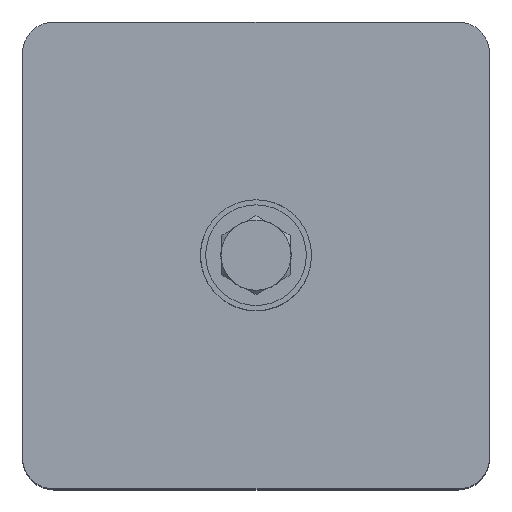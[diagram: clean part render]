
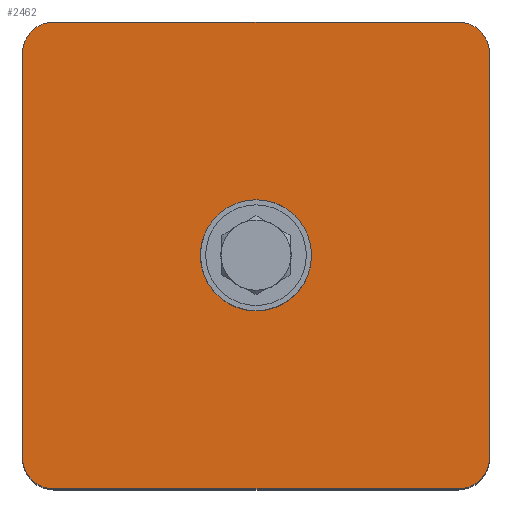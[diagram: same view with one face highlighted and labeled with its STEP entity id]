
A CAD part, top view. The second image highlights one B-rep face of the part: STEP entity #2462.
In plain terms, the highlighted face is planar.
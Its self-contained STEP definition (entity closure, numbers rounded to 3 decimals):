
#2462=ADVANCED_FACE('',(#2898,#2899),#2900,.T.);
#2898=FACE_BOUND('',#3343,.T.);
#2899=FACE_OUTER_BOUND('',#3344,.T.);
#2900=PLANE('',#3345);
#3343=EDGE_LOOP('',(#4784));
#3344=EDGE_LOOP('',(#4785,#4786,#4787,#4788,#4789,#4790,#4791,#4792));
#3345=AXIS2_PLACEMENT_3D('',#4793,#4794,#4795);
#4784=ORIENTED_EDGE('',*,*,#5259,.F.);
#4785=ORIENTED_EDGE('',*,*,#5307,.F.);
#4786=ORIENTED_EDGE('',*,*,#5261,.T.);
#4787=ORIENTED_EDGE('',*,*,#5308,.F.);
#4788=ORIENTED_EDGE('',*,*,#5264,.T.);
#4789=ORIENTED_EDGE('',*,*,#5309,.F.);
#4790=ORIENTED_EDGE('',*,*,#5270,.T.);
#4791=ORIENTED_EDGE('',*,*,#5310,.F.);
#4792=ORIENTED_EDGE('',*,*,#5267,.T.);
#4793=CARTESIAN_POINT('',(0.0,0.0,0.0));
#4794=DIRECTION('',(0.0,0.0,-1.0));
#4795=DIRECTION('',(-1.0,0.0,0.0));
#5259=EDGE_CURVE('',#6014,#6014,#6015,.T.);
#5261=EDGE_CURVE('',#6018,#6019,#6020,.T.);
#5264=EDGE_CURVE('',#6023,#6024,#6025,.T.);
#5267=EDGE_CURVE('',#6028,#6029,#6030,.T.);
#5270=EDGE_CURVE('',#6033,#6034,#6035,.T.);
#5307=EDGE_CURVE('',#6018,#6029,#6090,.T.);
#5308=EDGE_CURVE('',#6023,#6019,#6091,.T.);
#5309=EDGE_CURVE('',#6033,#6024,#6092,.T.);
#5310=EDGE_CURVE('',#6028,#6034,#6093,.T.);
#6014=VERTEX_POINT('',#7541);
#6015=CIRCLE('',#7542,4.25);
#6018=VERTEX_POINT('',#7545);
#6019=VERTEX_POINT('',#7546);
#6020=CIRCLE('',#7547,3.0);
#6023=VERTEX_POINT('',#7552);
#6024=VERTEX_POINT('',#7553);
#6025=CIRCLE('',#7554,3.0);
#6028=VERTEX_POINT('',#7559);
#6029=VERTEX_POINT('',#7560);
#6030=CIRCLE('',#7561,3.0);
#6033=VERTEX_POINT('',#7566);
#6034=VERTEX_POINT('',#7567);
#6035=CIRCLE('',#7568,3.0);
#6090=LINE('',#7649,#7650);
#6091=LINE('',#7651,#7652);
#6092=LINE('',#7653,#7654);
#6093=LINE('',#7655,#7656);
#7541=CARTESIAN_POINT('',(4.25,0.0,0.0));
#7542=AXIS2_PLACEMENT_3D('',#8279,#8280,#8281);
#7545=CARTESIAN_POINT('',(19.5,22.5,0.0));
#7546=CARTESIAN_POINT('',(22.5,19.5,0.0));
#7547=AXIS2_PLACEMENT_3D('',#8285,#8286,#8287);
#7552=CARTESIAN_POINT('',(22.5,-19.5,0.0));
#7553=CARTESIAN_POINT('',(19.5,-22.5,0.0));
#7554=AXIS2_PLACEMENT_3D('',#8290,#8291,#8292);
#7559=CARTESIAN_POINT('',(-22.5,19.5,0.0));
#7560=CARTESIAN_POINT('',(-19.5,22.5,0.0));
#7561=AXIS2_PLACEMENT_3D('',#8295,#8296,#8297);
#7566=CARTESIAN_POINT('',(-19.5,-22.5,0.0));
#7567=CARTESIAN_POINT('',(-22.5,-19.5,0.0));
#7568=AXIS2_PLACEMENT_3D('',#8300,#8301,#8302);
#7649=CARTESIAN_POINT('',(0.0,22.5,0.0));
#7650=VECTOR('',#8359,1.0);
#7651=CARTESIAN_POINT('',(22.5,0.0,0.0));
#7652=VECTOR('',#8360,1.0);
#7653=CARTESIAN_POINT('',(0.0,-22.5,0.0));
#7654=VECTOR('',#8361,1.0);
#7655=CARTESIAN_POINT('',(-22.5,0.0,0.0));
#7656=VECTOR('',#8362,1.0);
#8279=CARTESIAN_POINT('',(0.0,0.0,0.0));
#8280=DIRECTION('',(0.0,0.0,-1.0));
#8281=DIRECTION('',(1.0,0.0,0.0));
#8285=CARTESIAN_POINT('',(19.5,19.5,0.0));
#8286=DIRECTION('',(0.0,0.0,-1.0));
#8287=DIRECTION('',(-1.0,0.0,0.0));
#8290=CARTESIAN_POINT('',(19.5,-19.5,0.0));
#8291=DIRECTION('',(0.0,0.0,-1.0));
#8292=DIRECTION('',(-1.0,0.0,0.0));
#8295=CARTESIAN_POINT('',(-19.5,19.5,0.0));
#8296=DIRECTION('',(0.0,0.0,-1.0));
#8297=DIRECTION('',(-1.0,0.0,0.0));
#8300=CARTESIAN_POINT('',(-19.5,-19.5,0.0));
#8301=DIRECTION('',(0.0,0.0,-1.0));
#8302=DIRECTION('',(-1.0,0.0,0.0));
#8359=DIRECTION('',(-1.0,0.0,0.0));
#8360=DIRECTION('',(0.0,1.0,0.0));
#8361=DIRECTION('',(1.0,0.0,0.0));
#8362=DIRECTION('',(0.0,-1.0,0.0));
